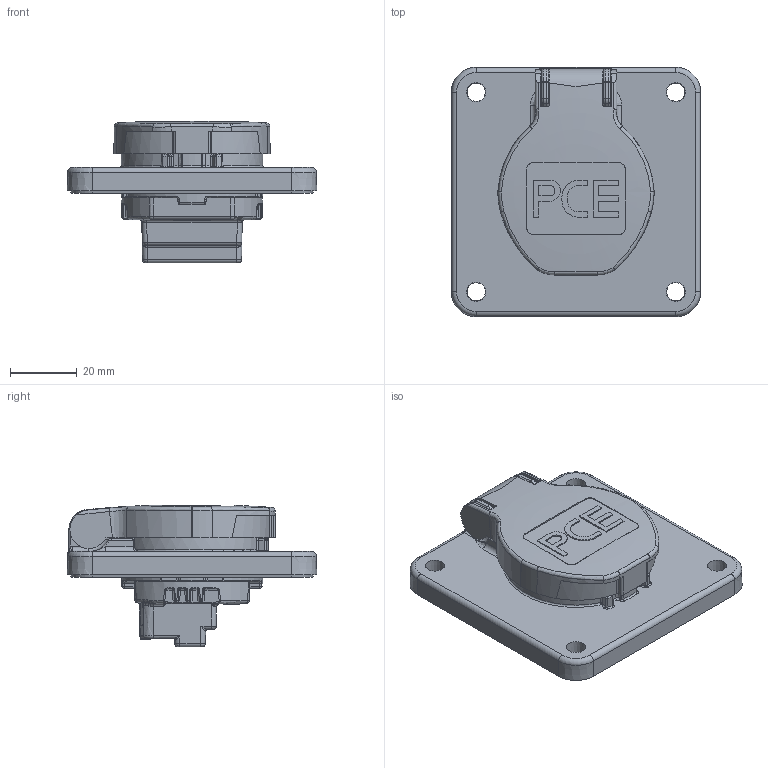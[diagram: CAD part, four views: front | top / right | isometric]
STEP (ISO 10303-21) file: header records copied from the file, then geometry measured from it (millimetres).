
FILE_DESCRIPTION (( 'STEP AP203' ), '1' );
FILE_NAME ('S-NOVA 105-8b, 105-8bs 75x75 dt rw+seitl.STEP', '2017-11-23T10:50:14', ( '' ), ( '' ), 'SwSTEP 2.0', 'SolidWorks 2016', '' );
FILE_SCHEMA (( 'CONFIG_CONTROL_DESIGN' ));
Length unit declared in the file: millimetre
Products named in the file (1): S-NOVA 105-8b, 105-8bs 75x75 dt rw+seitl
Bounding box: 75 x 75 x 42.6 mm (x, y, z)
Volume: 83301.1 mm3; surface area: 20836.3 mm2
Topology: 1 solids, 1 shells, 1210 faces, 3054 edges, 1813 vertices
Faces by surface type: bspline 366, plane 330, cylinder 307, torus 103, cone 56, sphere 48
Full cylindrical faces by diameter (mm): 6 x4, 6.291 x4
Entity records: 45319 total; most frequent: CARTESIAN_POINT 20007, ORIENTED_EDGE 5916, DIRECTION 4458, EDGE_CURVE 2958, VERTEX_POINT 1798, AXIS2_PLACEMENT_3D 1729, EDGE_LOOP 1274, FACE_OUTER_BOUND 1219
